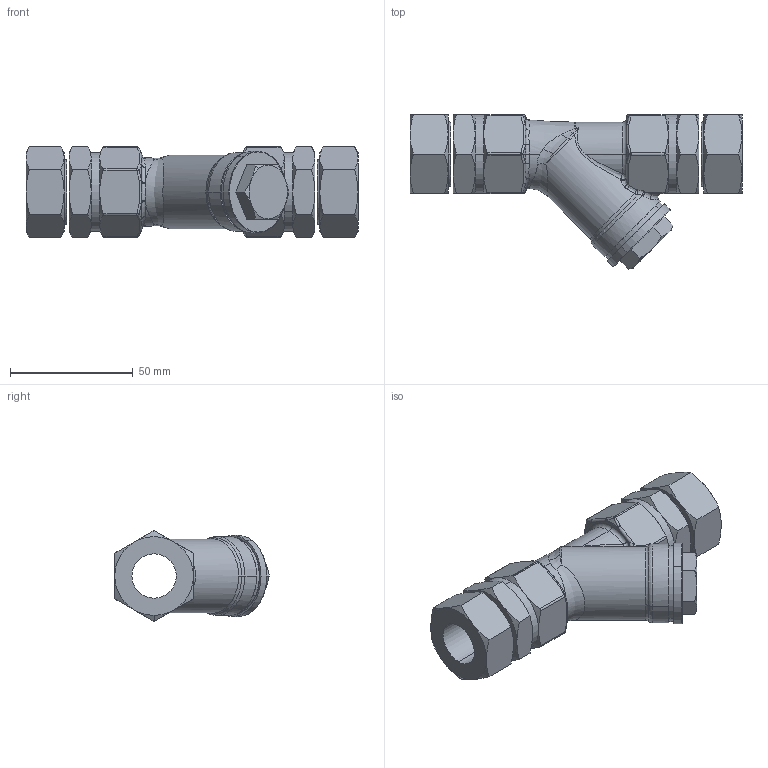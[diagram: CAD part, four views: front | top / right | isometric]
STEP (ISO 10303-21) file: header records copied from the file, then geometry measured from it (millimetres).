
FILE_DESCRIPTION (( 'STEP AP214' ), '1' );
FILE_NAME ('ADDFI_251783.STEP', '2015-07-16T08:59:03', ( 'Admin1' ), ( '' ), 'SwSTEP 2.0', 'SolidWorks 2014', '' );
FILE_SCHEMA (( 'AUTOMOTIVE_DESIGN' ));
Length unit declared in the file: millimetre
Products named in the file (1): ADDFI_251783
Bounding box: 135 x 62.82 x 36.95 mm (x, y, z)
Surface area: 23009.3 mm2 (no closed solid volume)
Topology: 0 solids, 8 shells, 335 faces, 769 edges, 430 vertices
Faces by surface type: cone 92, bspline 69, plane 62, cylinder 43, torus 35, sphere 34
Entity records: 15323 total; most frequent: CARTESIAN_POINT 4823, ORIENTED_EDGE 1472, DIRECTION 1353, EDGE_CURVE 755, AXIS2_PLACEMENT_3D 616, VERTEX_POINT 430, CIRCLE 349, EDGE_LOOP 347
